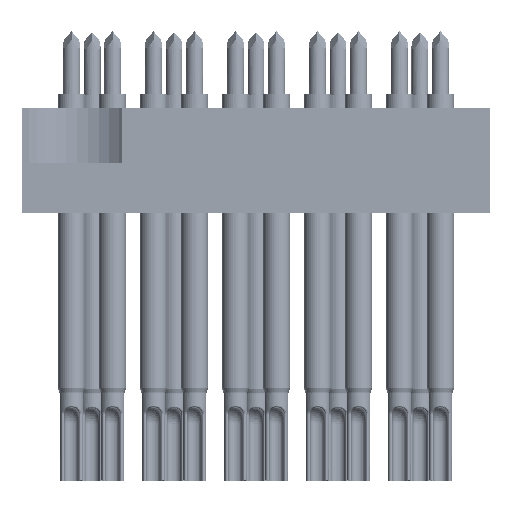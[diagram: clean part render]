
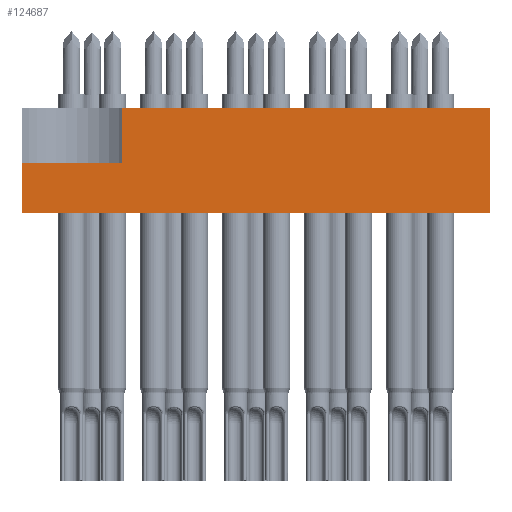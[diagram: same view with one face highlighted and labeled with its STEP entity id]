
A CAD part, left-side view. The second image highlights one B-rep face of the part: STEP entity #124687.
In plain terms, the highlighted planar face has unit normal (-1, 0, 0).
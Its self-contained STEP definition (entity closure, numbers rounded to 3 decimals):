
#5139 = ORIENTED_EDGE ( 'NONE', *, *, #12342, .F. ) ;
#6029 = CARTESIAN_POINT ( 'NONE',  ( -117.196, 22.274, 3.25 ) ) ;
#11346 = DIRECTION ( 'NONE',  ( 0., -1., 0. ) ) ;
#12342 = EDGE_CURVE ( 'Defeature ausgef�hrt2_4358+Defeature ausgef�hrt2_0+Defeature ausgef�hrt2_4359+Defeature ausgef�hrt2_4', #70655, #47274, #14525, .T. ) ;
#14525 = LINE ( 'NONE', #128831, #34372 ) ;
#14561 = CARTESIAN_POINT ( 'NONE',  ( -117.196, -0.531, -3.25 ) ) ;
#15317 = VERTEX_POINT ( 'NONE', #123744 ) ;
#15693 = VECTOR ( 'NONE', #157284, 1000. ) ;
#17114 = LINE ( 'NONE', #66726, #135327 ) ;
#33343 = DIRECTION ( 'NONE',  ( 0., 0., -1. ) ) ;
#34372 = VECTOR ( 'NONE', #65773, 1000. ) ;
#36540 = EDGE_CURVE ( 'Defeature ausgef�hrt2_1+Defeature ausgef�hrt2_0+Defeature ausgef�hrt2_4+Defeature ausgef�hrt2_5', #131981, #15317, #125482, .T. ) ;
#40730 = EDGE_CURVE ( 'Defeature ausgef�hrt2_4359+Defeature ausgef�hrt2_0+Defeature ausgef�hrt2_3+Defeature ausgef�hrt2_4358', #87035, #70655, #17114, .T. ) ;
#46579 = ORIENTED_EDGE ( 'NONE', *, *, #109189, .F. ) ;
#47274 = VERTEX_POINT ( 'NONE', #6029 ) ;
#48177 = CARTESIAN_POINT ( 'NONE',  ( -117.196, -0.531, 3.25 ) ) ;
#49388 = PLANE ( 'NONE',  #105438 ) ;
#49889 = ORIENTED_EDGE ( 'NONE', *, *, #64341, .T. ) ;
#50829 = LINE ( 'NONE', #61795, #101842 ) ;
#55810 = DIRECTION ( 'NONE',  ( 0., -1., 0. ) ) ;
#56358 = EDGE_CURVE ( 'Defeature ausgef�hrt2_0+Defeature ausgef�hrt2_5+Defeature ausgef�hrt2_3+Defeature ausgef�hrt2_1', #125495, #15317, #129673, .T. ) ;
#61795 = CARTESIAN_POINT ( 'NONE',  ( -117.196, -0.531, 3.25 ) ) ;
#64341 = EDGE_CURVE ( 'Defeature ausgef�hrt2_0+Defeature ausgef�hrt2_3+Defeature ausgef�hrt2_4359+Defeature ausgef�hrt2_5', #87035, #125495, #135843, .T. ) ;
#65773 = DIRECTION ( 'NONE',  ( 0., 0., 1. ) ) ;
#66726 = CARTESIAN_POINT ( 'NONE',  ( -117.196, 22.274, -0.15 ) ) ;
#70655 = VERTEX_POINT ( 'NONE', #155762 ) ;
#72765 = CARTESIAN_POINT ( 'NONE',  ( -117.196, 28.469, 3.25 ) ) ;
#87035 = VERTEX_POINT ( 'NONE', #163804 ) ;
#101842 = VECTOR ( 'NONE', #11346, 1000. ) ;
#105438 = AXIS2_PLACEMENT_3D ( 'NONE', #112456, #125867, #137600 ) ;
#109189 = EDGE_CURVE ( 'Defeature ausgef�hrt2_4+Defeature ausgef�hrt2_0+Defeature ausgef�hrt2_4358+Defeature ausgef�hrt2_1', #47274, #131981, #50829, .T. ) ;
#112456 = CARTESIAN_POINT ( 'NONE',  ( -117.196, -0.531, 3.25 ) ) ;
#114570 = ORIENTED_EDGE ( 'NONE', *, *, #36540, .F. ) ;
#115513 = EDGE_LOOP ( 'NONE', ( #46579, #5139, #163686, #49889, #151130, #114570 ) ) ;
#117080 = CARTESIAN_POINT ( 'NONE',  ( -117.196, -0.531, 3.25 ) ) ;
#123744 = CARTESIAN_POINT ( 'NONE',  ( -117.196, -0.531, -3.25 ) ) ;
#124687 = ADVANCED_FACE ( 'Defeature ausgef�hrt2_0', ( #125020 ), #49388, .F. ) ;
#125020 = FACE_OUTER_BOUND ( 'NONE', #115513, .T. ) ;
#125482 = LINE ( 'NONE', #48177, #146428 ) ;
#125495 = VERTEX_POINT ( 'NONE', #148939 ) ;
#125867 = DIRECTION ( 'NONE',  ( 1., 0., 0. ) ) ;
#128831 = CARTESIAN_POINT ( 'NONE',  ( -117.196, 22.274, -0.15 ) ) ;
#129673 = LINE ( 'NONE', #14561, #15693 ) ;
#131981 = VERTEX_POINT ( 'NONE', #117080 ) ;
#135327 = VECTOR ( 'NONE', #55810, 1000. ) ;
#135843 = LINE ( 'NONE', #72765, #146805 ) ;
#137600 = DIRECTION ( 'NONE',  ( 0., 0., -1. ) ) ;
#138883 = DIRECTION ( 'NONE',  ( 0., 0., -1. ) ) ;
#146428 = VECTOR ( 'NONE', #138883, 1000. ) ;
#146805 = VECTOR ( 'NONE', #33343, 1000. ) ;
#148939 = CARTESIAN_POINT ( 'NONE',  ( -117.196, 28.469, -3.25 ) ) ;
#151130 = ORIENTED_EDGE ( 'NONE', *, *, #56358, .T. ) ;
#155762 = CARTESIAN_POINT ( 'NONE',  ( -117.196, 22.274, -0.15 ) ) ;
#157284 = DIRECTION ( 'NONE',  ( 0., -1., 0. ) ) ;
#163686 = ORIENTED_EDGE ( 'NONE', *, *, #40730, .F. ) ;
#163804 = CARTESIAN_POINT ( 'NONE',  ( -117.196, 28.469, -0.15 ) ) ;
